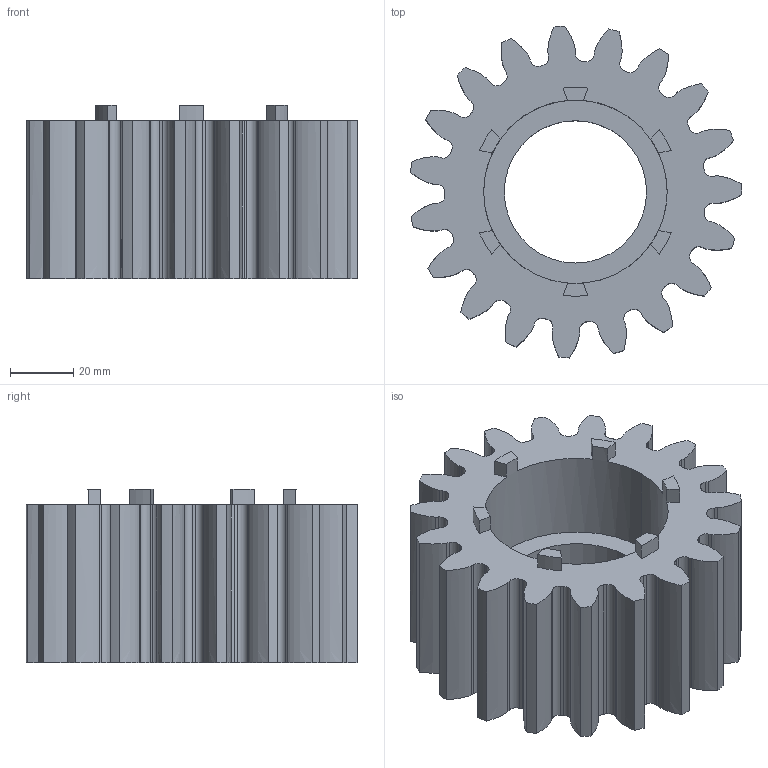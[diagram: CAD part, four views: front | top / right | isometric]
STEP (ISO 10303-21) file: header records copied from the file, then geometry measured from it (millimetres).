
FILE_DESCRIPTION(('CATIA V5 STEP Exchange'),'2;1');
FILE_NAME('5_driven_Gear.stp','2020-06-25T15:17:42+00:00',('none'),('none'),'CATIA Version 5 Release 21 GA (IN-10)','CATIA V5 STEP AP203','none');
FILE_SCHEMA(('CONFIG_CONTROL_DESIGN'));
Length unit declared in the file: millimetre
Products named in the file (1): Parametric Gear
Bounding box: 104.64 x 104.86 x 55 mm (x, y, z)
Volume: 238809.3 mm3; surface area: 48953.9 mm2
Topology: 1 solids, 1 shells, 183 faces, 540 edges, 360 vertices
Faces by surface type: cylinder 86, plane 59, extrusion 38
Entity records: 9975 total; most frequent: CARTESIAN_POINT 5371, ORIENTED_EDGE 1080, DIRECTION 702, EDGE_CURVE 540, VERTEX_POINT 360, VECTOR 318, AXIS2_PLACEMENT_3D 285, LINE 280
